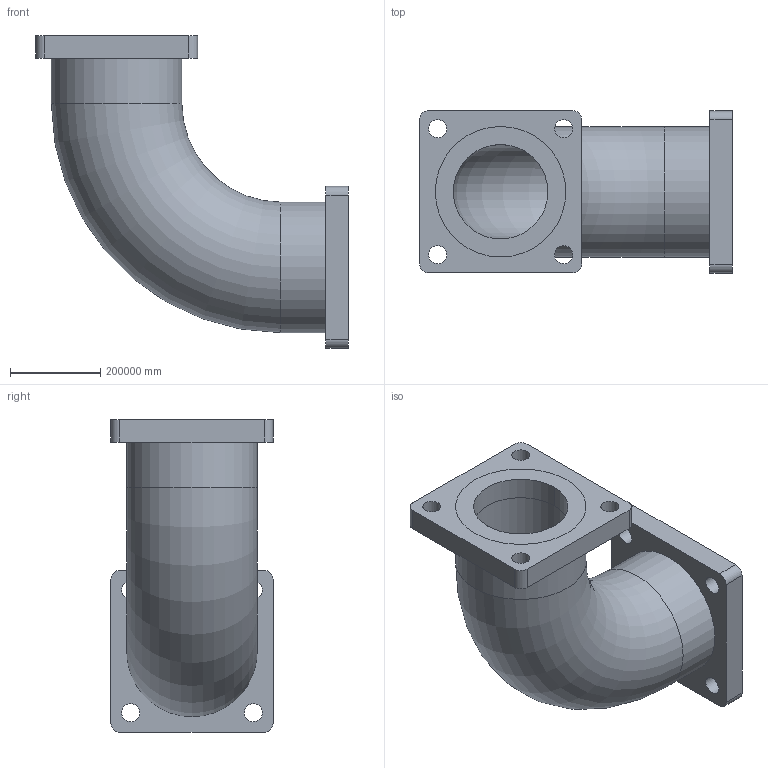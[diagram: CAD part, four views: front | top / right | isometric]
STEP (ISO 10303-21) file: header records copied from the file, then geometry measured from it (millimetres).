
FILE_DESCRIPTION(('Open CASCADE Model'),'2;1');
FILE_NAME('Open CASCADE Shape Model','2019-09-09T11:18:49',('Author'),( 'Open CASCADE'),'Open CASCADE STEP processor 7.3','Open CASCADE 7.3' ,'Unknown');
FILE_SCHEMA(('AUTOMOTIVE_DESIGN { 1 0 10303 214 1 1 1 1 }'));
Length unit declared in the file: metre
Products named in the file (1): Open CASCADE STEP translator 7.3 1
Bounding box: 695000 x 360000 x 695000 mm (x, y, z)
Volume: 33254616320155440 mm3; surface area: 1767110231923.3 mm2
Topology: 1 solids, 1 shells, 39 faces, 95 edges, 62 vertices
Faces by surface type: cylinder 23, plane 14, torus 2
Full cylindrical faces by diameter (mm): 40000 x8, 210000 x3, 290000 x2
Entity records: 2458 total; most frequent: CARTESIAN_POINT 447, DIRECTION 393, ORIENTED_EDGE 190, PCURVE 190, DEFINITIONAL_REPRESENTATION 190, LINE 184, VECTOR 184, EDGE_CURVE 95
